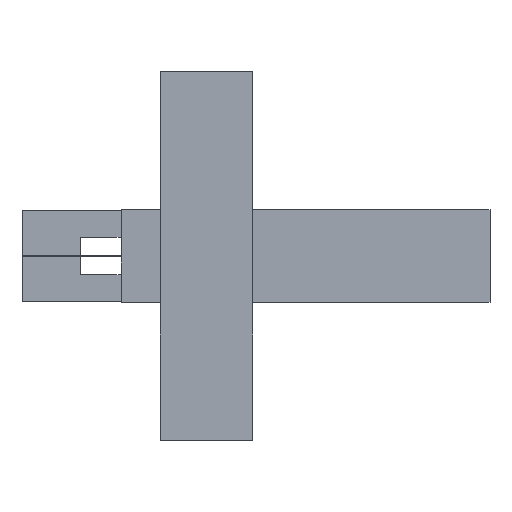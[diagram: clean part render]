
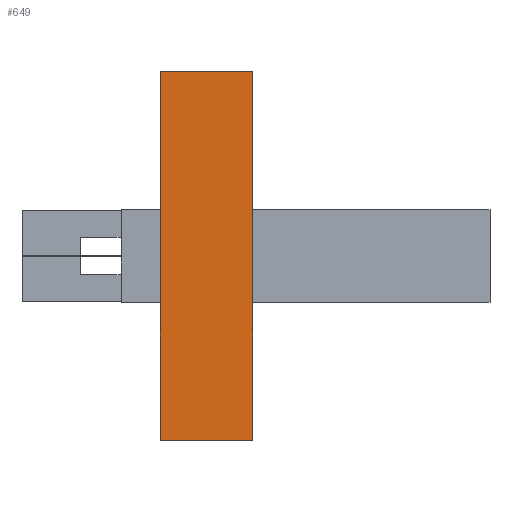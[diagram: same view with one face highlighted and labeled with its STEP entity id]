
A CAD part, top view. The second image highlights one B-rep face of the part: STEP entity #649.
In plain terms, the highlighted planar face has unit normal (0, 0, 1).
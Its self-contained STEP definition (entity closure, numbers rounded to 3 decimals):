
#649 = ADVANCED_FACE( '', ( #2394 ), #2395, .T. );
#2394 = FACE_OUTER_BOUND( '', #5557, .T. );
#2395 = PLANE( '', #5558 );
#5557 = EDGE_LOOP( '', ( #10275, #10276, #10277, #10278 ) );
#5558 = AXIS2_PLACEMENT_3D( '', #10279, #10280, #10281 );
#10275 = ORIENTED_EDGE( '', *, *, #23181, .T. );
#10276 = ORIENTED_EDGE( '', *, *, #23188, .T. );
#10277 = ORIENTED_EDGE( '', *, *, #23162, .T. );
#10278 = ORIENTED_EDGE( '', *, *, #23201, .T. );
#10279 = CARTESIAN_POINT( '', ( -92., -50., 54. ) );
#10280 = DIRECTION( '', ( 0., 0., 1. ) );
#10281 = DIRECTION( '', ( 1., 0., 0. ) );
#23162 = EDGE_CURVE( '', #27550, #27548, #27551, .T. );
#23181 = EDGE_CURVE( '', #27580, #27578, #27581, .T. );
#23188 = EDGE_CURVE( '', #27578, #27550, #27592, .T. );
#23201 = EDGE_CURVE( '', #27548, #27580, #27615, .T. );
#27548 = VERTEX_POINT( '', #34641 );
#27550 = VERTEX_POINT( '', #34644 );
#27551 = LINE( '', #34645, #34646 );
#27578 = VERTEX_POINT( '', #34681 );
#27580 = VERTEX_POINT( '', #34684 );
#27581 = LINE( '', #34685, #34686 );
#27592 = LINE( '', #34701, #34702 );
#27615 = LINE( '', #34732, #34733 );
#34641 = CARTESIAN_POINT( '', ( 307., 50., 54. ) );
#34644 = CARTESIAN_POINT( '', ( 307., -50., 54. ) );
#34645 = CARTESIAN_POINT( '', ( 307., -50., 54. ) );
#34646 = VECTOR( '', #47350, 1000. );
#34681 = CARTESIAN_POINT( '', ( -92., -50., 54. ) );
#34684 = CARTESIAN_POINT( '', ( -92., 50., 54. ) );
#34685 = CARTESIAN_POINT( '', ( -92., 50., 54. ) );
#34686 = VECTOR( '', #47387, 1000. );
#34701 = CARTESIAN_POINT( '', ( -92., -50., 54. ) );
#34702 = VECTOR( '', #47398, 1000. );
#34732 = CARTESIAN_POINT( '', ( 307., 50., 54. ) );
#34733 = VECTOR( '', #47421, 1000. );
#47350 = DIRECTION( '', ( 0., 1., 0. ) );
#47387 = DIRECTION( '', ( 0., -1., 0. ) );
#47398 = DIRECTION( '', ( 1., 0., 0. ) );
#47421 = DIRECTION( '', ( -1., 0., 0. ) );
